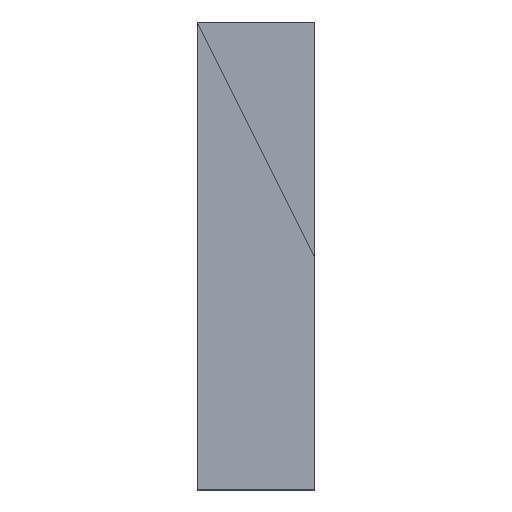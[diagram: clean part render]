
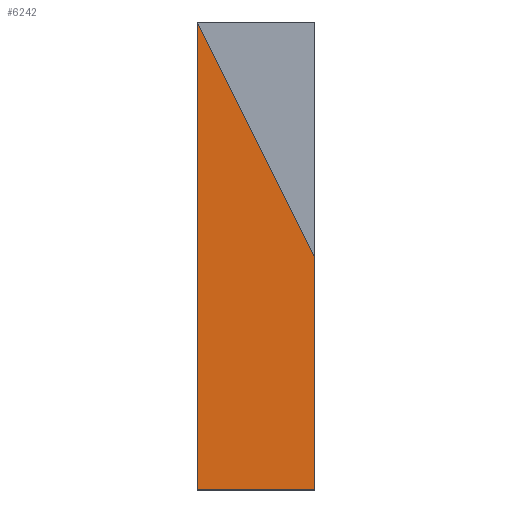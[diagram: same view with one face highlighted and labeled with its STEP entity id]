
A CAD part, top view. The second image highlights one B-rep face of the part: STEP entity #6242.
In plain terms, the highlighted planar face has unit normal (0, 0, 1).
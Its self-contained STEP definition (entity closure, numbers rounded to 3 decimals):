
#126=FACE_OUTER_BOUND('',#566,.T.);
#566=EDGE_LOOP('',(#4616,#4617,#4618,#4619));
#933=LINE('',#8842,#1806);
#1349=LINE('',#9674,#2222);
#1351=LINE('',#9678,#2224);
#1352=LINE('',#9679,#2225);
#1806=VECTOR('',#7053,10.);
#2222=VECTOR('',#7685,1.54);
#2224=VECTOR('',#7689,1.54);
#2225=VECTOR('',#7690,1.54);
#2679=VERTEX_POINT('',#8839);
#2680=VERTEX_POINT('',#8841);
#2988=VERTEX_POINT('',#9673);
#2989=VERTEX_POINT('',#9677);
#3114=EDGE_CURVE('',#2680,#2679,#933,.T.);
#3530=EDGE_CURVE('',#2988,#2680,#1349,.T.);
#3532=EDGE_CURVE('',#2989,#2679,#1351,.T.);
#3533=EDGE_CURVE('',#2988,#2989,#1352,.T.);
#4616=ORIENTED_EDGE('',*,*,#3114,.T.);
#4617=ORIENTED_EDGE('',*,*,#3532,.F.);
#4618=ORIENTED_EDGE('',*,*,#3533,.F.);
#4619=ORIENTED_EDGE('',*,*,#3530,.T.);
#5804=PLANE('',#6682);
#6242=ADVANCED_FACE('',(#126),#5804,.T.);
#6682=AXIS2_PLACEMENT_3D('',#9676,#7687,#7688);
#7053=DIRECTION('',(0.,1.,0.));
#7685=DIRECTION('',(1.,0.,0.));
#7687=DIRECTION('center_axis',(0.,0.,1.));
#7688=DIRECTION('ref_axis',(1.,0.,0.));
#7689=DIRECTION('',(0.447,-0.894,0.));
#7690=DIRECTION('',(0.,1.,0.));
#8839=CARTESIAN_POINT('',(-47.278,113.413,106.557));
#8841=CARTESIAN_POINT('',(-47.278,101.176,106.557));
#8842=CARTESIAN_POINT('',(-47.278,107.182,106.557));
#9673=CARTESIAN_POINT('',(-53.477,101.176,106.557));
#9674=CARTESIAN_POINT('',(-53.477,101.176,106.557));
#9676=CARTESIAN_POINT('Origin',(-41.159,101.176,106.557));
#9677=CARTESIAN_POINT('',(-53.477,125.813,106.557));
#9678=CARTESIAN_POINT('',(-53.477,125.813,106.557));
#9679=CARTESIAN_POINT('',(-53.477,101.176,106.557));
